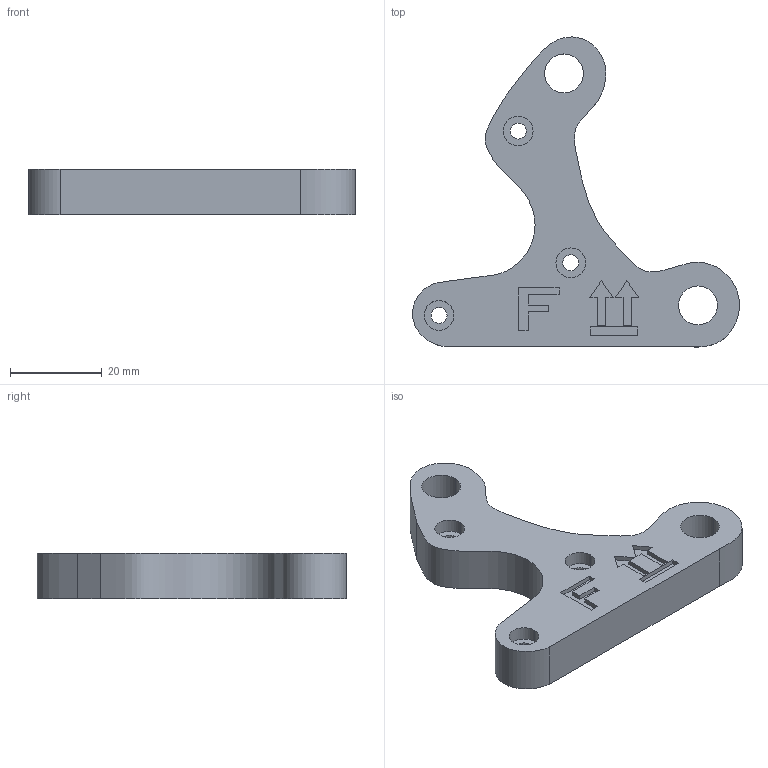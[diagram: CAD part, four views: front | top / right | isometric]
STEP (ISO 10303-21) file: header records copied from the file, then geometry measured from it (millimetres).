
FILE_DESCRIPTION (( 'STEP AP203' ), '1' );
FILE_NAME ('Y-Motor-clamp.STEP', '2015-07-28T14:32:03', ( '' ), ( '' ), 'SwSTEP 2.0', 'SolidWorks 2015', '' );
FILE_SCHEMA (( 'CONFIG_CONTROL_DESIGN' ));
Length unit declared in the file: millimetre
Products named in the file (1): Y-Motor-clamp
Bounding box: 71.44 x 67.72 x 10 mm (x, y, z)
Volume: 18617.4 mm3; surface area: 7364.7 mm2
Topology: 1 solids, 1 shells, 57 faces, 144 edges, 96 vertices
Faces by surface type: plane 39, cylinder 16, bspline 2
Entity records: 1943 total; most frequent: CARTESIAN_POINT 448, ORIENTED_EDGE 288, DIRECTION 284, EDGE_CURVE 144, VECTOR 108, LINE 108, VERTEX_POINT 96, AXIS2_PLACEMENT_3D 88
